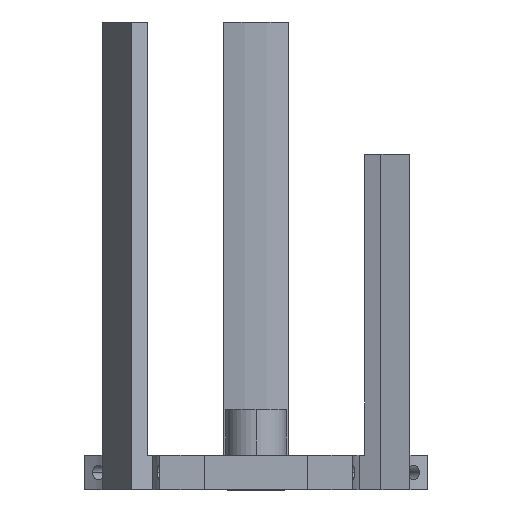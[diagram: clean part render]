
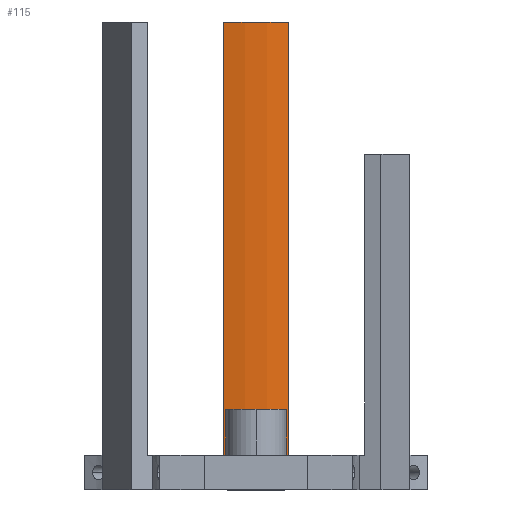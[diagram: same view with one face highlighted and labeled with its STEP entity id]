
A CAD part, top view. The second image highlights one B-rep face of the part: STEP entity #115.
In plain terms, the highlighted cylindrical face has radius 16.494 mm (diameter 32.988 mm), a partial arc.
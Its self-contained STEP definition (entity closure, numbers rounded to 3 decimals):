
#55 = DIRECTION ( 'NONE',  ( 0., -1., 0. ) ) ;
#75 = DIRECTION ( 'NONE',  ( 0., 0., -1. ) ) ;
#83 = DIRECTION ( 'NONE',  ( 0., 1., 0. ) ) ;
#115 = ADVANCED_FACE ( 'NONE', ( #1539 ), #1021, .T. ) ;
#223 = CARTESIAN_POINT ( 'NONE',  ( 25.277, 36.114, -28.807 ) ) ;
#225 = DIRECTION ( 'NONE',  ( 0., -1., 0. ) ) ;
#298 = EDGE_CURVE ( 'NONE', #1837, #1499, #1526, .T. ) ;
#326 = DIRECTION ( 'NONE',  ( 0., 1., 0. ) ) ;
#364 = VECTOR ( 'NONE', #55, 1000. ) ;
#484 = VERTEX_POINT ( 'NONE', #1373 ) ;
#520 = CARTESIAN_POINT ( 'NONE',  ( 17.906, 51.114, -28.807 ) ) ;
#526 = DIRECTION ( 'NONE',  ( 0., 0., 1. ) ) ;
#612 = EDGE_CURVE ( 'NONE', #484, #1499, #965, .T. ) ;
#620 = CARTESIAN_POINT ( 'NONE',  ( 17.906, 1.989, -28.807 ) ) ;
#684 = CARTESIAN_POINT ( 'NONE',  ( 17.906, 36.114, -28.807 ) ) ;
#707 = AXIS2_PLACEMENT_3D ( 'NONE', #1217, #83, #526 ) ;
#762 = ORIENTED_EDGE ( 'NONE', *, *, #298, .T. ) ;
#777 = CARTESIAN_POINT ( 'NONE',  ( 21.592, 51.114, -44.883 ) ) ;
#779 = CIRCLE ( 'NONE', #1508, 16.494 ) ;
#889 = ORIENTED_EDGE ( 'NONE', *, *, #1142, .F. ) ;
#921 = DIRECTION ( 'NONE',  ( 0., 0., 1. ) ) ;
#939 = CARTESIAN_POINT ( 'NONE',  ( 25.277, 1.989, -28.807 ) ) ;
#965 = LINE ( 'NONE', #223, #364 ) ;
#999 = EDGE_CURVE ( 'NONE', #1620, #1837, #1408, .T. ) ;
#1021 = CYLINDRICAL_SURFACE ( 'NONE', #1312, 16.494 ) ;
#1042 = EDGE_LOOP ( 'NONE', ( #762, #1241, #889, #1156 ) ) ;
#1130 = CARTESIAN_POINT ( 'NONE',  ( 21.592, 36.114, -44.883 ) ) ;
#1142 = EDGE_CURVE ( 'NONE', #1620, #484, #779, .T. ) ;
#1156 = ORIENTED_EDGE ( 'NONE', *, *, #999, .T. ) ;
#1217 = CARTESIAN_POINT ( 'NONE',  ( 21.592, 1.989, -44.883 ) ) ;
#1241 = ORIENTED_EDGE ( 'NONE', *, *, #612, .F. ) ;
#1262 = DIRECTION ( 'NONE',  ( 0., -1., 0. ) ) ;
#1312 = AXIS2_PLACEMENT_3D ( 'NONE', #1130, #225, #75 ) ;
#1357 = VECTOR ( 'NONE', #1262, 1000. ) ;
#1373 = CARTESIAN_POINT ( 'NONE',  ( 25.277, 51.114, -28.807 ) ) ;
#1408 = LINE ( 'NONE', #684, #1357 ) ;
#1499 = VERTEX_POINT ( 'NONE', #939 ) ;
#1508 = AXIS2_PLACEMENT_3D ( 'NONE', #777, #326, #921 ) ;
#1526 = CIRCLE ( 'NONE', #707, 16.494 ) ;
#1539 = FACE_OUTER_BOUND ( 'NONE', #1042, .T. ) ;
#1620 = VERTEX_POINT ( 'NONE', #520 ) ;
#1837 = VERTEX_POINT ( 'NONE', #620 ) ;
